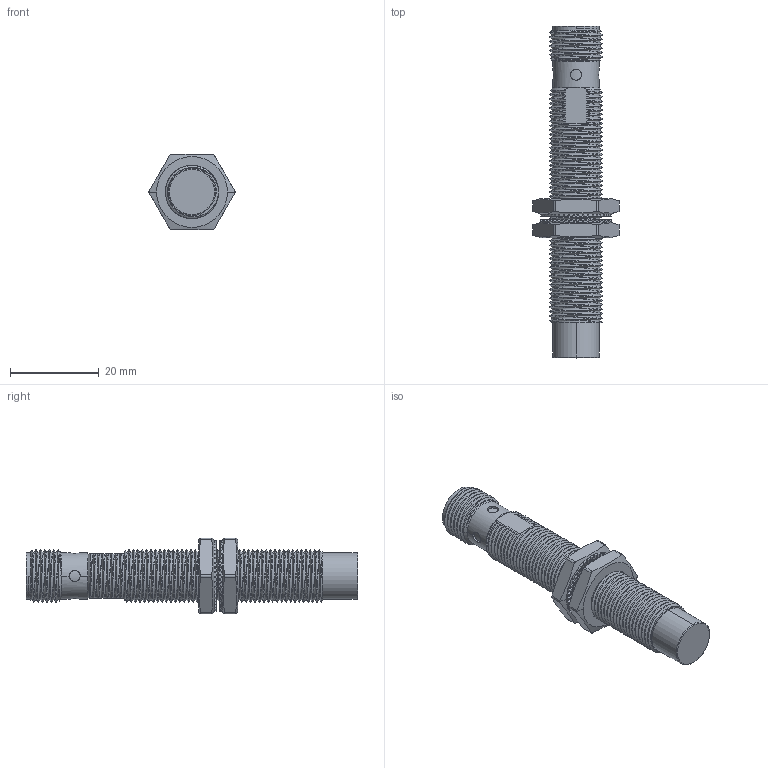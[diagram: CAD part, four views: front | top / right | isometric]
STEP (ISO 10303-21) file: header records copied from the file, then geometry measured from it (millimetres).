
FILE_DESCRIPTION(/* description */ (''),/* implementation_level */ '2;1');
FILE_NAME(/* name */ 'ELCO_Ni6-G12-CA41L-Q12.stp',/* time_stamp */ '2025-12-19T10:48:27+08:00',/* author */ (''),/* organization */ (''),/* preprocessor_version */ 'ST-DEVELOPER v16',/* originating_system */ 'SIEMENS PLM Software NX 10.0',/* authorisation */ '');
FILE_SCHEMA (('AUTOMOTIVE_DESIGN { 1 0 10303 214 3 1 1 1 }'));
Length unit declared in the file: millimetre
Products named in the file (1): Admi64A0C12Chs9a
Bounding box: 19.48 x 75 x 17 mm (x, y, z)
Volume: 7866.1 mm3; surface area: 6150.7 mm2
Topology: 3 solids, 4 shells, 713 faces, 2039 edges, 1344 vertices
Faces by surface type: cylinder 386, plane 225, bspline 64, cone 24, sphere 8, torus 6
Entity records: 39395 total; most frequent: CARTESIAN_POINT 23073, ORIENTED_EDGE 4078, DIRECTION 2263, EDGE_CURVE 2039, VERTEX_POINT 1344, B_SPLINE_CURVE_WITH_KNOTS 1227, AXIS2_PLACEMENT_3D 801, EDGE_LOOP 729
